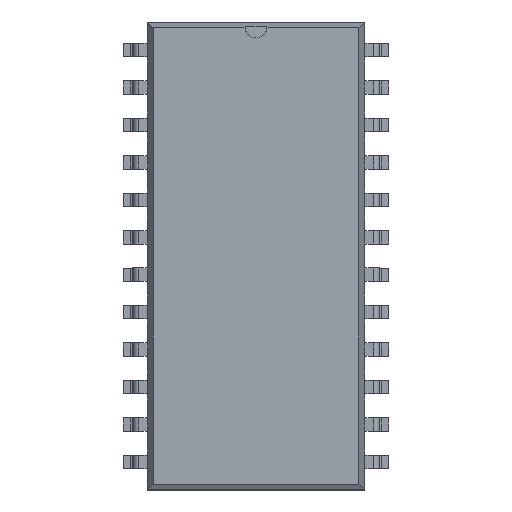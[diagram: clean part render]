
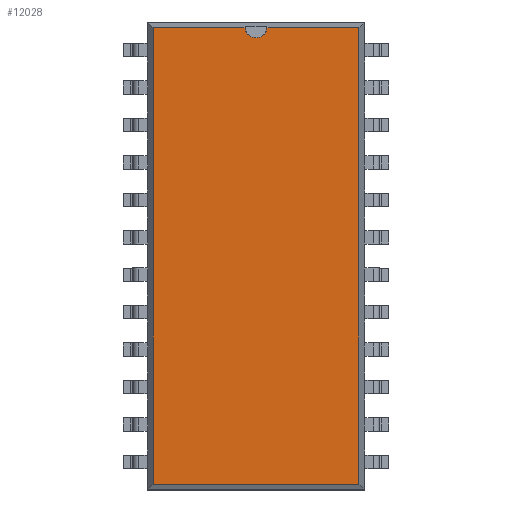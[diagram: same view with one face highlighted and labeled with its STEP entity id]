
A CAD part, top view. The second image highlights one B-rep face of the part: STEP entity #12028.
In plain terms, the highlighted planar face has unit normal (0, 0, 1).
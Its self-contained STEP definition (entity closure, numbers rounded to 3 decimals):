
#7863 = VERTEX_POINT('',#7864);
#7864 = CARTESIAN_POINT('',(6.982,15.476,3.68));
#7869 = EDGE_CURVE('',#7870,#7863,#7872,.T.);
#7870 = VERTEX_POINT('',#7871);
#7871 = CARTESIAN_POINT('',(6.982,-15.476,3.68));
#7872 = LINE('',#7873,#7874);
#7873 = CARTESIAN_POINT('',(6.982,-15.476,3.68));
#7874 = VECTOR('',#7875,1.);
#7875 = DIRECTION('',(0.,1.,0.));
#9873 = VERTEX_POINT('',#9874);
#9874 = CARTESIAN_POINT('',(-6.982,15.476,3.68));
#9879 = EDGE_CURVE('',#9880,#9873,#9882,.T.);
#9880 = VERTEX_POINT('',#9881);
#9881 = CARTESIAN_POINT('',(-0.746,15.476,3.68));
#9882 = LINE('',#9883,#9884);
#9883 = CARTESIAN_POINT('',(6.982,15.476,3.68));
#9884 = VECTOR('',#9885,1.);
#9885 = DIRECTION('',(-1.,0.,0.));
#9905 = VERTEX_POINT('',#9906);
#9906 = CARTESIAN_POINT('',(0.746,15.476,3.68));
#9914 = EDGE_CURVE('',#7863,#9905,#9915,.T.);
#9915 = LINE('',#9916,#9917);
#9916 = CARTESIAN_POINT('',(6.982,15.476,3.68));
#9917 = VECTOR('',#9918,1.);
#9918 = DIRECTION('',(-1.,0.,0.));
#10014 = VERTEX_POINT('',#10015);
#10015 = CARTESIAN_POINT('',(-6.982,-15.476,3.68));
#10020 = EDGE_CURVE('',#9873,#10014,#10021,.T.);
#10021 = LINE('',#10022,#10023);
#10022 = CARTESIAN_POINT('',(-6.982,15.476,3.68));
#10023 = VECTOR('',#10024,1.);
#10024 = DIRECTION('',(0.,-1.,0.));
#12017 = EDGE_CURVE('',#10014,#7870,#12018,.T.);
#12018 = LINE('',#12019,#12020);
#12019 = CARTESIAN_POINT('',(-6.982,-15.476,3.68));
#12020 = VECTOR('',#12021,1.);
#12021 = DIRECTION('',(1.,0.,0.));
#12028 = ADVANCED_FACE('',(#12029),#12052,.F.);
#12029 = FACE_BOUND('',#12030,.F.);
#12030 = EDGE_LOOP('',(#12031,#12032,#12033,#12034,#12035,#12044,#12051)
);
#12031 = ORIENTED_EDGE('',*,*,#7869,.F.);
#12032 = ORIENTED_EDGE('',*,*,#12017,.F.);
#12033 = ORIENTED_EDGE('',*,*,#10020,.F.);
#12034 = ORIENTED_EDGE('',*,*,#9879,.F.);
#12035 = ORIENTED_EDGE('',*,*,#12036,.F.);
#12036 = EDGE_CURVE('',#12037,#9880,#12039,.T.);
#12037 = VERTEX_POINT('',#12038);
#12038 = CARTESIAN_POINT('',(0.,14.801,3.68)
);
#12039 = CIRCLE('',#12040,0.75);
#12040 = AXIS2_PLACEMENT_3D('',#12041,#12042,#12043);
#12041 = CARTESIAN_POINT('',(0.,15.551,3.68)
);
#12042 = DIRECTION('',(0.,0.,-1.));
#12043 = DIRECTION('',(0.,-1.,0.));
#12044 = ORIENTED_EDGE('',*,*,#12045,.F.);
#12045 = EDGE_CURVE('',#9905,#12037,#12046,.T.);
#12046 = CIRCLE('',#12047,0.75);
#12047 = AXIS2_PLACEMENT_3D('',#12048,#12049,#12050);
#12048 = CARTESIAN_POINT('',(0.,15.551,3.68)
);
#12049 = DIRECTION('',(0.,0.,-1.));
#12050 = DIRECTION('',(0.,-1.,0.));
#12051 = ORIENTED_EDGE('',*,*,#9914,.F.);
#12052 = PLANE('',#12053);
#12053 = AXIS2_PLACEMENT_3D('',#12054,#12055,#12056);
#12054 = CARTESIAN_POINT('',(6.982,-15.476,3.68));
#12055 = DIRECTION('',(0.,0.,-1.));
#12056 = DIRECTION('',(-0.411,0.912,0.));
